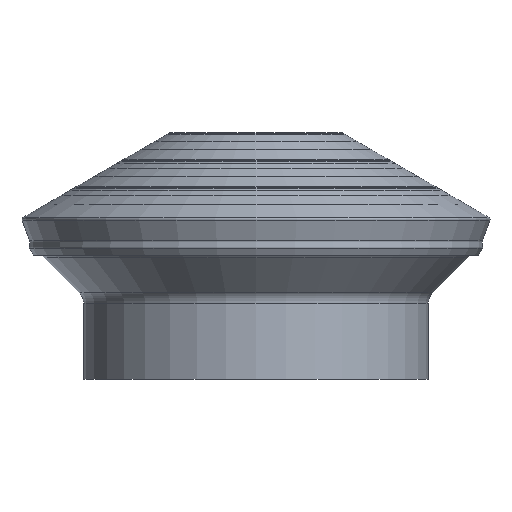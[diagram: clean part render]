
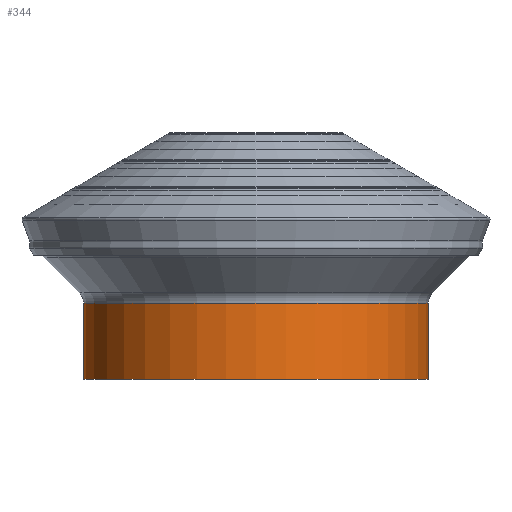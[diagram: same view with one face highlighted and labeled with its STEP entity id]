
A CAD part, left-side view. The second image highlights one B-rep face of the part: STEP entity #344.
In plain terms, the highlighted cylindrical face has radius 35 mm (diameter 70 mm), a partial arc.
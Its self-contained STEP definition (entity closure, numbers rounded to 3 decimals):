
#14=CARTESIAN_POINT('',(0.,0.,15.457));
#15=DIRECTION('',(0.,0.,-1.));
#16=DIRECTION('',(0.,-1.,0.));
#17=AXIS2_PLACEMENT_3D('',#14,#15,#16);
#19=DIRECTION('',(0.,0.,1.));
#20=VECTOR('',#19,15.457);
#21=CARTESIAN_POINT('',(0.,-35.,0.));
#22=LINE('',#21,#20);
#23=CARTESIAN_POINT('',(0.,0.,0.));
#24=DIRECTION('',(0.,0.,1.));
#25=DIRECTION('',(0.,1.,0.));
#26=AXIS2_PLACEMENT_3D('',#23,#24,#25);
#28=DIRECTION('',(0.,0.,1.));
#29=VECTOR('',#28,15.457);
#30=CARTESIAN_POINT('',(0.,35.,0.));
#31=LINE('',#30,#29);
#262=CARTESIAN_POINT('',(0.,35.,0.));
#263=CARTESIAN_POINT('',(0.,-35.,0.));
#264=VERTEX_POINT('',#262);
#265=VERTEX_POINT('',#263);
#302=CARTESIAN_POINT('',(0.,-35.,15.457));
#303=CARTESIAN_POINT('',(0.,35.,15.457));
#304=VERTEX_POINT('',#302);
#305=VERTEX_POINT('',#303);
#330=CARTESIAN_POINT('',(0.,0.,51.34));
#331=DIRECTION('',(0.,0.,-1.));
#332=DIRECTION('',(0.,-1.,0.));
#333=AXIS2_PLACEMENT_3D('',#330,#331,#332);
#334=CYLINDRICAL_SURFACE('',#333,35.);
#336=ORIENTED_EDGE('',*,*,#335,.F.);
#338=ORIENTED_EDGE('',*,*,#337,.F.);
#339=ORIENTED_EDGE('',*,*,#323,.F.);
#341=ORIENTED_EDGE('',*,*,#340,.T.);
#342=EDGE_LOOP('',(#336,#338,#339,#341));
#343=FACE_OUTER_BOUND('',#342,.F.);
#344=ADVANCED_FACE('',(#343),#334,.T.);
#18=CIRCLE('',#17,35.);
#27=CIRCLE('',#26,35.);
#323=EDGE_CURVE('',#264,#265,#27,.T.);
#335=EDGE_CURVE('',#304,#305,#18,.T.);
#337=EDGE_CURVE('',#265,#304,#22,.T.);
#340=EDGE_CURVE('',#264,#305,#31,.T.);
